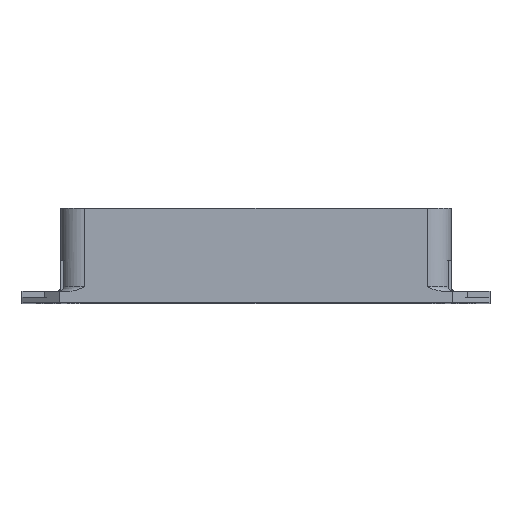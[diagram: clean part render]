
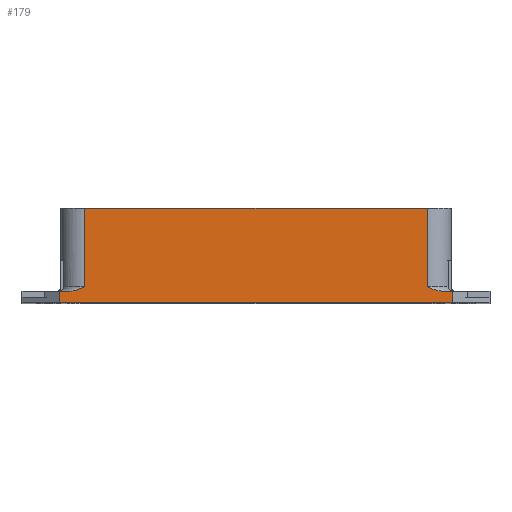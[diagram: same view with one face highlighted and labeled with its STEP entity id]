
A CAD part, top view. The second image highlights one B-rep face of the part: STEP entity #179.
In plain terms, the highlighted planar face has unit normal (0, 0, 1).
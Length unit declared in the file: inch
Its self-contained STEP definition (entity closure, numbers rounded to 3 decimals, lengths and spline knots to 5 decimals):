
#22 = CARTESIAN_POINT ( 'NONE',  ( 2.96608, 0.0825, 4.569 ) ) ;
#26 = CARTESIAN_POINT ( 'NONE',  ( 0.26444, 0.0825, 4.569 ) ) ;
#69 = LINE ( 'NONE', #1076, #605 ) ;
#84 = VECTOR ( 'NONE', #1754, 39.37008 ) ;
#113 = VERTEX_POINT ( 'NONE', #474 ) ;
#143 = CARTESIAN_POINT ( 'NONE',  ( 3.05056, 0.0825, 4.569 ) ) ;
#179 = ADVANCED_FACE ( 'NONE', ( #725 ), #2658, .F. ) ;
#190 = CARTESIAN_POINT ( 'NONE',  ( 0.38483, 0.0897, 4.569 ) ) ;
#219 = EDGE_LOOP ( 'NONE', ( #918, #2442, #2239, #1115, #823, #2810, #274, #1732, #3049, #322 ) ) ;
#259 = CARTESIAN_POINT ( 'NONE',  ( 0.42805, 0.10538, 4.569 ) ) ;
#274 = ORIENTED_EDGE ( 'NONE', *, *, #771, .T. ) ;
#301 = VERTEX_POINT ( 'NONE', #2157 ) ;
#322 = ORIENTED_EDGE ( 'NONE', *, *, #1481, .T. ) ;
#328 = DIRECTION ( 'NONE',  ( 1., 0., 0. ) ) ;
#445 = VERTEX_POINT ( 'NONE', #847 ) ;
#474 = CARTESIAN_POINT ( 'NONE',  ( 0.445, 0.671, 4.569 ) ) ;
#504 = CARTESIAN_POINT ( 'NONE',  ( 0.33964, 0.0825, 4.569 ) ) ;
#509 = DIRECTION ( 'NONE',  ( -1., 0., 0. ) ) ;
#525 = CARTESIAN_POINT ( 'NONE',  ( 2.90405, 0.0986, 4.569 ) ) ;
#534 = B_SPLINE_CURVE_WITH_KNOTS ( 'NONE', 3,
 ( #2465, #259, #2727, #190, #1192, #2742, #1209, #504 ),
 .UNSPECIFIED., .F., .F.,
 ( 4, 2, 2, 4 ),
 ( -0.00001, 0.00139, 0.00209, 0.00279 ),
 .UNSPECIFIED. ) ;
#538 = CARTESIAN_POINT ( 'NONE',  ( 2.97536, 0.0825, 4.569 ) ) ;
#605 = VECTOR ( 'NONE', #2780, 39.37008 ) ;
#661 = EDGE_CURVE ( 'NONE', #3047, #113, #2644, .T. ) ;
#725 = FACE_OUTER_BOUND ( 'NONE', #219, .T. ) ;
#737 = CARTESIAN_POINT ( 'NONE',  ( 2.87, 0.671, 4.569 ) ) ;
#759 = CARTESIAN_POINT ( 'NONE',  ( 2.957, 0.08365, 4.569 ) ) ;
#762 = EDGE_CURVE ( 'NONE', #969, #2100, #2983, .T. ) ;
#771 = EDGE_CURVE ( 'NONE', #445, #3047, #2733, .T. ) ;
#817 = VERTEX_POINT ( 'NONE', #26 ) ;
#823 = ORIENTED_EDGE ( 'NONE', *, *, #762, .T. ) ;
#847 = CARTESIAN_POINT ( 'NONE',  ( 2.87, 0.1125, 4.569 ) ) ;
#858 = DIRECTION ( 'NONE',  ( -1., 0., 0. ) ) ;
#867 = VECTOR ( 'NONE', #858, 39.37008 ) ;
#895 = CARTESIAN_POINT ( 'NONE',  ( 0.33964, 0.0825, 4.569 ) ) ;
#918 = ORIENTED_EDGE ( 'NONE', *, *, #1160, .T. ) ;
#969 = VERTEX_POINT ( 'NONE', #143 ) ;
#980 = DIRECTION ( 'NONE',  ( 0., 0., -1. ) ) ;
#1024 = VECTOR ( 'NONE', #2489, 39.37008 ) ;
#1052 = CARTESIAN_POINT ( 'NONE',  ( 2.97536, 0.0825, 4.569 ) ) ;
#1076 = CARTESIAN_POINT ( 'NONE',  ( 0.445, 0., 4.569 ) ) ;
#1115 = ORIENTED_EDGE ( 'NONE', *, *, #1298, .T. ) ;
#1118 = VERTEX_POINT ( 'NONE', #2259 ) ;
#1160 = EDGE_CURVE ( 'NONE', #1835, #817, #2220, .T. ) ;
#1192 = CARTESIAN_POINT ( 'NONE',  ( 0.37595, 0.08723, 4.569 ) ) ;
#1209 = CARTESIAN_POINT ( 'NONE',  ( 0.34892, 0.0825, 4.569 ) ) ;
#1298 = EDGE_CURVE ( 'NONE', #3217, #969, #2073, .T. ) ;
#1372 = LINE ( 'NONE', #2892, #2723 ) ;
#1388 = AXIS2_PLACEMENT_3D ( 'NONE', #1725, #980, #2484 ) ;
#1447 = EDGE_CURVE ( 'NONE', #1118, #817, #2149, .T. ) ;
#1480 = CARTESIAN_POINT ( 'NONE',  ( 0., 0.0825, 4.569 ) ) ;
#1481 = EDGE_CURVE ( 'NONE', #301, #1835, #534, .T. ) ;
#1482 = CARTESIAN_POINT ( 'NONE',  ( 3.04, 0.0825, 4.569 ) ) ;
#1540 = CARTESIAN_POINT ( 'NONE',  ( 2.91266, 0.09538, 4.569 ) ) ;
#1577 = DIRECTION ( 'NONE',  ( 0., 1., 0. ) ) ;
#1703 = EDGE_CURVE ( 'NONE', #113, #301, #69, .T. ) ;
#1725 = CARTESIAN_POINT ( 'NONE',  ( 0., 0., 4.569 ) ) ;
#1732 = ORIENTED_EDGE ( 'NONE', *, *, #661, .T. ) ;
#1746 = DIRECTION ( 'NONE',  ( -1., 0., 0. ) ) ;
#1754 = DIRECTION ( 'NONE',  ( 0., 1., 0. ) ) ;
#1835 = VERTEX_POINT ( 'NONE', #895 ) ;
#2000 = CARTESIAN_POINT ( 'NONE',  ( 2.87, 0., 4.569 ) ) ;
#2058 = CARTESIAN_POINT ( 'NONE',  ( 2.88696, 0.10538, 4.569 ) ) ;
#2073 = LINE ( 'NONE', #2836, #3030 ) ;
#2082 = VECTOR ( 'NONE', #1746, 39.37008 ) ;
#2100 = VERTEX_POINT ( 'NONE', #1052 ) ;
#2108 = CARTESIAN_POINT ( 'NONE',  ( 0.275, 0.671, 4.569 ) ) ;
#2149 = LINE ( 'NONE', #3157, #84 ) ;
#2157 = CARTESIAN_POINT ( 'NONE',  ( 0.445, 0.1125, 4.569 ) ) ;
#2220 = LINE ( 'NONE', #1480, #2450 ) ;
#2239 = ORIENTED_EDGE ( 'NONE', *, *, #2649, .T. ) ;
#2259 = CARTESIAN_POINT ( 'NONE',  ( 0.26444, 0., 4.569 ) ) ;
#2442 = ORIENTED_EDGE ( 'NONE', *, *, #1447, .F. ) ;
#2450 = VECTOR ( 'NONE', #509, 39.37008 ) ;
#2465 = CARTESIAN_POINT ( 'NONE',  ( 0.445, 0.1125, 4.569 ) ) ;
#2480 = EDGE_CURVE ( 'NONE', #2100, #445, #3198, .T. ) ;
#2484 = DIRECTION ( 'NONE',  ( -1., 0., 0. ) ) ;
#2489 = DIRECTION ( 'NONE',  ( 0., 1., 0. ) ) ;
#2584 = CARTESIAN_POINT ( 'NONE',  ( 2.93905, 0.08723, 4.569 ) ) ;
#2644 = LINE ( 'NONE', #2108, #867 ) ;
#2649 = EDGE_CURVE ( 'NONE', #1118, #3217, #1372, .T. ) ;
#2658 = PLANE ( 'NONE',  #1388 ) ;
#2723 = VECTOR ( 'NONE', #328, 39.37008 ) ;
#2727 = CARTESIAN_POINT ( 'NONE',  ( 0.41109, 0.09822, 4.569 ) ) ;
#2733 = LINE ( 'NONE', #2000, #1024 ) ;
#2742 = CARTESIAN_POINT ( 'NONE',  ( 0.358, 0.08365, 4.569 ) ) ;
#2764 = CARTESIAN_POINT ( 'NONE',  ( 2.87, 0.1125, 4.569 ) ) ;
#2780 = DIRECTION ( 'NONE',  ( 0., -1., 0. ) ) ;
#2810 = ORIENTED_EDGE ( 'NONE', *, *, #2480, .T. ) ;
#2836 = CARTESIAN_POINT ( 'NONE',  ( 3.05056, 0., 4.569 ) ) ;
#2892 = CARTESIAN_POINT ( 'NONE',  ( 3.315, 0., 4.569 ) ) ;
#2983 = LINE ( 'NONE', #1482, #2082 ) ;
#3030 = VECTOR ( 'NONE', #1577, 39.37008 ) ;
#3047 = VERTEX_POINT ( 'NONE', #737 ) ;
#3049 = ORIENTED_EDGE ( 'NONE', *, *, #1703, .T. ) ;
#3060 = CARTESIAN_POINT ( 'NONE',  ( 2.87843, 0.10896, 4.569 ) ) ;
#3103 = CARTESIAN_POINT ( 'NONE',  ( 3.05056, 0., 4.569 ) ) ;
#3157 = CARTESIAN_POINT ( 'NONE',  ( 0.26444, 0., 4.569 ) ) ;
#3198 = B_SPLINE_CURVE_WITH_KNOTS ( 'NONE', 3,
 ( #538, #22, #759, #2584, #3261, #1540, #525, #2058, #3060, #2764 ),
 .UNSPECIFIED., .F., .F.,
 ( 4, 2, 2, 2, 4 ),
 ( 0., 0.0007, 0.00139, 0.00209, 0.00279 ),
 .UNSPECIFIED. ) ;
#3217 = VERTEX_POINT ( 'NONE', #3103 ) ;
#3261 = CARTESIAN_POINT ( 'NONE',  ( 2.93017, 0.0897, 4.569 ) ) ;
